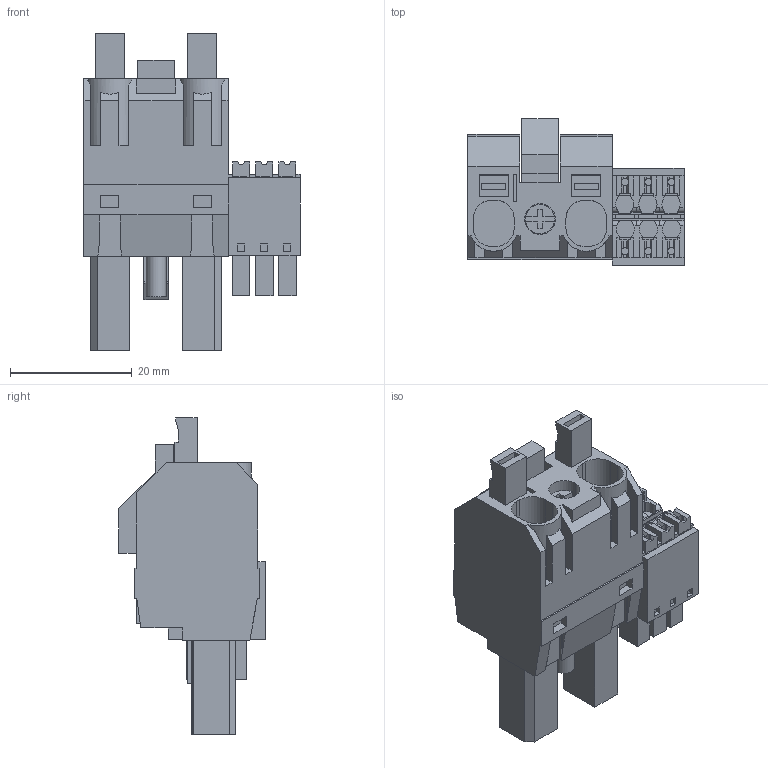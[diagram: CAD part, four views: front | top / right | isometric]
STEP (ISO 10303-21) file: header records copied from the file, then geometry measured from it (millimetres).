
FILE_DESCRIPTION(('CATIA V5 STEP Exchange','CAx-IF Rec.Pracs.--- Model Styling and Organization---1.4--- 2014-01-23'),'2;1');
FILE_NAME ('401345-2_0_2629020000_2629020000.stp','2023-09-07T12:40:55+00:00',('none'),('Weidmueller'),'CATIA Version 5-6 Release 2016 SP3 HF44','CATIA V5 STEP AP214','none');
FILE_SCHEMA(('AUTOMOTIVE_DESIGN { 1 0 10303 214 1 1 1 1 }'));
Length unit declared in the file: millimetre
Products named in the file (1): 2629020000
Bounding box: 35.6 x 24.13 x 52.11 mm (x, y, z)
Volume: 16179.4 mm3; surface area: 10179.3 mm2
Topology: 11 solids, 11 shells, 637 faces, 1743 edges, 1157 vertices
Faces by surface type: plane 563, cylinder 74
Entity records: 19073 total; most frequent: CARTESIAN_POINT 3730, ORIENTED_EDGE 3486, DIRECTION 2566, EDGE_CURVE 1743, VECTOR 1521, LINE 1521, VERTEX_POINT 1157, EDGE_LOOP 680
